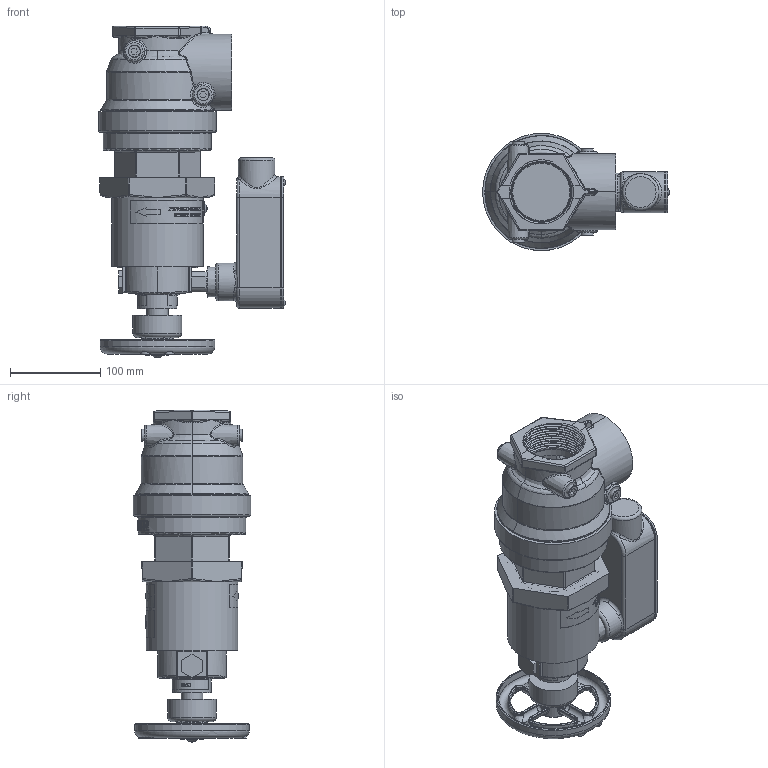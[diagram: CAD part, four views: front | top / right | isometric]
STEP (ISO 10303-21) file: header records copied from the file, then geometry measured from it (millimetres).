
FILE_DESCRIPTION (( 'STEP AP214' ), '1' );
FILE_NAME ('URFA-20-2.5.STEP', '2015-10-23T17:52:52', ( '' ), ( '' ), 'SwSTEP 2.0', 'SolidWorks 2015', '' );
FILE_SCHEMA (( 'AUTOMOTIVE_DESIGN' ));
Length unit declared in the file: metre
Products named in the file (1): URFA-20-2.5
Bounding box: 207.05 x 130.18 x 368.09 mm (x, y, z)
Volume: 2555630.1 mm3; surface area: 451022.4 mm2
Topology: 27 solids, 27 shells, 3436 faces, 9137 edges, 5920 vertices
Faces by surface type: bspline 1572, plane 1291, cylinder 393, torus 81, cone 72, sphere 27
Full cylindrical faces by diameter (mm): 1.016 x2, 2.54 x2, 4.826 x2, 6.35 x2, 15.24 x2, 15.875 x1, 16.51 x1, 18.136 x1, 19.012 x1, 19.05 x1, 19.609 x1, 23.812 x1, 25.4 x2, 31.75 x1, 34.925 x1, 37.587 x1, 40.64 x1, 41.91 x1, 43.18 x1, 53.975 x1, 63.5 x1, 76.2 x2, 86.233 x1, 90.932 x1, 95.199 x1, 97.79 x1, 101.6 x1, 106.121 x1, 116.713 x1, 119.71 x1
Entity records: 336154 total; most frequent: CARTESIAN_POINT 261571, ORIENTED_EDGE 17892, DIRECTION 11096, EDGE_CURVE 8946, VERTEX_POINT 5876, VECTOR 3768, LINE 3768, EDGE_LOOP 3744
